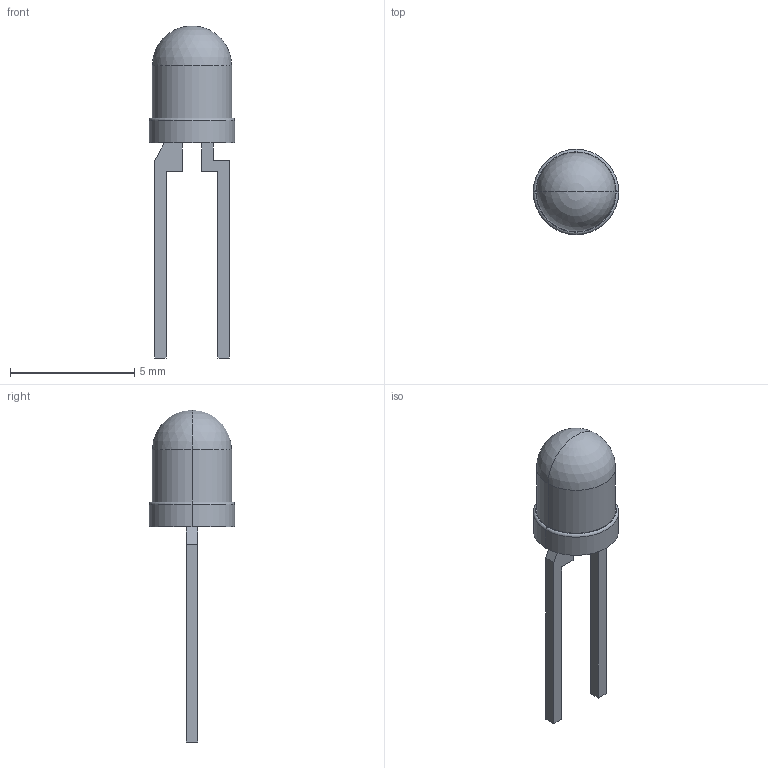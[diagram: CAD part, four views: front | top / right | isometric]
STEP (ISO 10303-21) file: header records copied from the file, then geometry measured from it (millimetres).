
FILE_DESCRIPTION((''),'2;1');
FILE_NAME('LED_3MM_YELLOW_v.stp','2009-03-09T16:54:24',(''),(''),'Mechanical Desktop 2006','Mechanical Desktop 2006',', , ');
FILE_SCHEMA(('AUTOMOTIVE_DESIGN { 1 2 10303 214 0 1 1 1 }'));
Length unit declared in the file: millimetre
Products named in the file (1): Product
Bounding box: 3.43 x 3.43 x 13.35 mm (x, y, z)
Volume: 38.3 mm3; surface area: 108.5 mm2
Topology: 4 solids, 4 shells, 30 faces, 66 edges, 43 vertices
Faces by surface type: plane 22, cylinder 4, sphere 2, torus 2
Entity records: 850 total; most frequent: DIRECTION 138, CARTESIAN_POINT 135, ORIENTED_EDGE 124, EDGE_CURVE 62, VECTOR 50, LINE 50, AXIS2_PLACEMENT_3D 44, VERTEX_POINT 40
